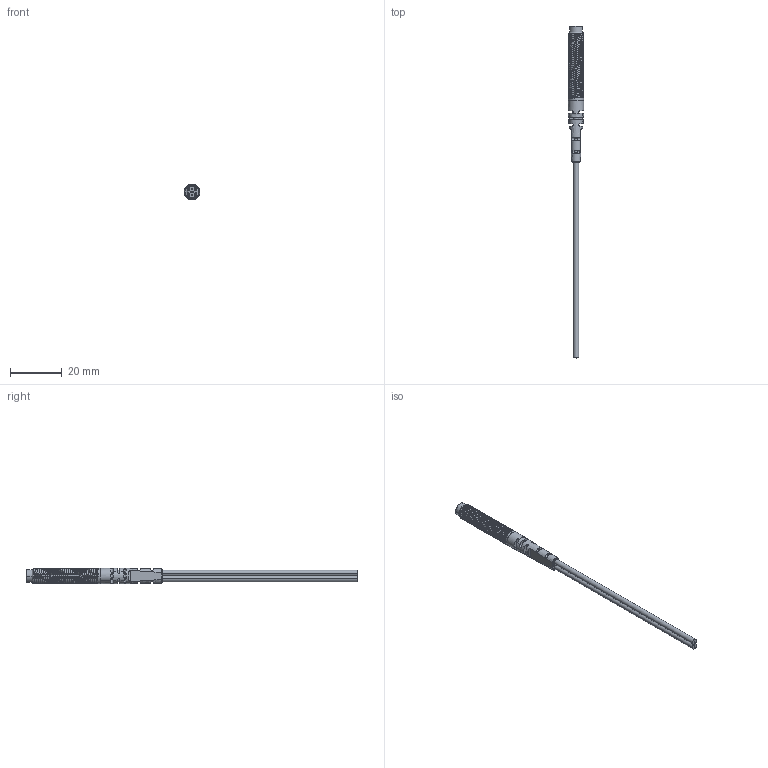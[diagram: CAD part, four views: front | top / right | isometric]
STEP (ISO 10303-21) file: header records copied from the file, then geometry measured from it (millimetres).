
FILE_DESCRIPTION((''),'2;1');
FILE_NAME('211077_ASM','2019-03-18T12:00:39',('pdmadmin'),('BANNER ENGINEERING'),'CREO PARAMETRIC BY PTC INC, 2018300','CREO PARAMETRIC BY PTC INC, 2018300','');
FILE_SCHEMA(('CONFIG_CONTROL_DESIGN'));
Length unit declared in the file: millimetre
Products named in the file (8): 807724_001; 807724_002; 807724_003; 807724_004_AF0; 807724_005_AF0; 807724_005_AF1; 807724_ASM; 211077_ASM
Assembly tree (7 placements, depth 3):
  211077_ASM
    807724_ASM
      807724_001
      807724_002
      807724_003
      807724_004_AF0
      807724_005_AF0
      807724_005_AF1
Bounding box: 6 x 128.9 x 6 mm (x, y, z)
Volume: 1800.1 mm3; surface area: 3473.1 mm2
Topology: 6 solids, 6 shells, 198 faces, 570 edges, 386 vertices
Faces by surface type: cylinder 114, plane 46, bspline 30, torus 4, cone 2, sphere 2
Entity records: 17430 total; most frequent: CARTESIAN_POINT 12508, ORIENTED_EDGE 1136, DIRECTION 766, EDGE_CURVE 568, VERTEX_POINT 386, AXIS2_PLACEMENT_3D 296, B_SPLINE_CURVE_WITH_KNOTS 287, EDGE_LOOP 236
